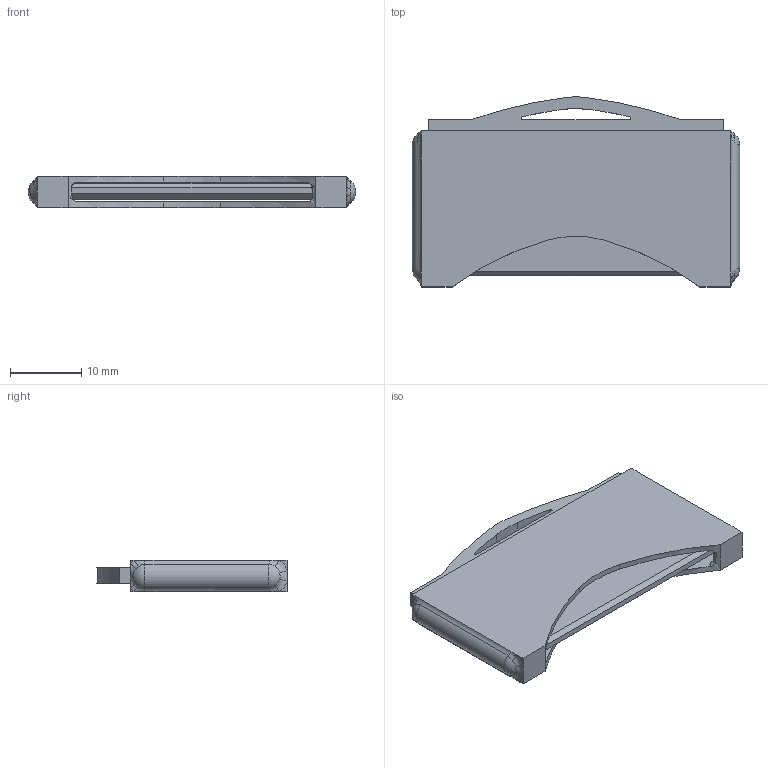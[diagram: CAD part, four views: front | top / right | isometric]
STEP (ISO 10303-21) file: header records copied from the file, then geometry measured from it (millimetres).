
FILE_DESCRIPTION(('FreeCAD Model'),'2;1');
FILE_NAME('Open CASCADE Shape Model','2025-02-07T08:38:10',(''),(''), 'Open CASCADE STEP processor 7.8','FreeCAD','Unknown');
FILE_SCHEMA(('AUTOMOTIVE_DESIGN { 1 0 10303 214 1 1 1 1 }'));
Length unit declared in the file: millimetre
Products named in the file (3): MTM_Workshop_System_Three_Card_Holder; outter case; Body
Assembly tree (2 placements, depth 2):
  MTM_Workshop_System_Three_Card_Holder
    outter case
    Body
Bounding box: 45.96 x 26.67 x 4.4 mm (x, y, z)
Volume: 2478.5 mm3; surface area: 5943.8 mm2
Topology: 2 solids, 2 shells, 150 faces, 410 edges, 261 vertices
Faces by surface type: plane 78, bspline 35, cylinder 19, sphere 14, cone 4
Entity records: 6756 total; most frequent: CARTESIAN_POINT 3286, ORIENTED_EDGE 808, DIRECTION 602, EDGE_CURVE 404, VERTEX_POINT 263, LINE 218, VECTOR 218, AXIS2_PLACEMENT_3D 192
